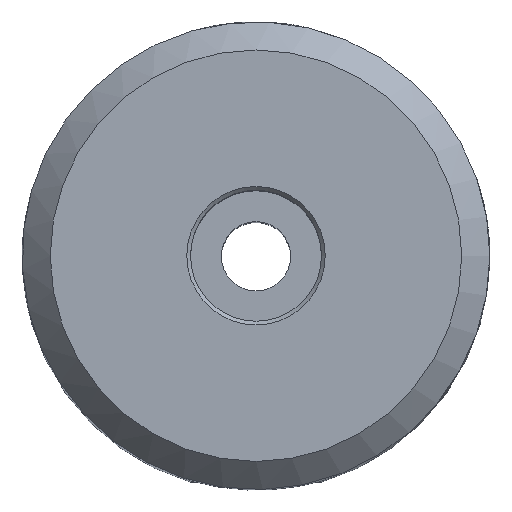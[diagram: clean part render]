
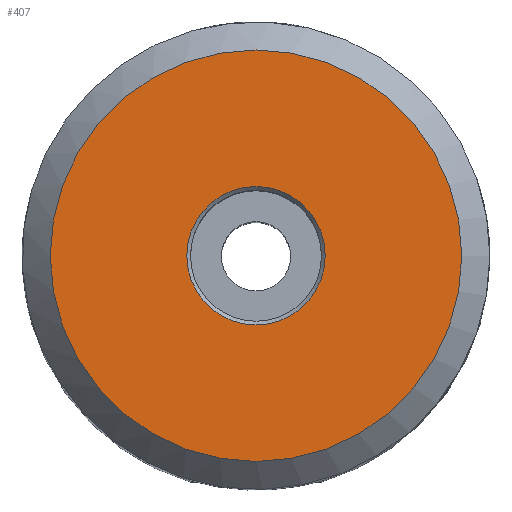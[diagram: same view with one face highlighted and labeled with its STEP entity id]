
A CAD part, top view. The second image highlights one B-rep face of the part: STEP entity #407.
In plain terms, the highlighted planar face has unit normal (0, 0, 1).
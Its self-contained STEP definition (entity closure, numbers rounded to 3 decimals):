
#51 = AXIS2_PLACEMENT_3D ( 'NONE', #559, #296, #553 ) ;
#78 = ORIENTED_EDGE ( 'NONE', *, *, #526, .T. ) ;
#115 = FACE_BOUND ( 'NONE', #443, .T. ) ;
#128 = FACE_OUTER_BOUND ( 'NONE', #399, .T. ) ;
#179 = CARTESIAN_POINT ( 'NONE',  ( 11., 0., 60. ) ) ;
#266 = VERTEX_POINT ( 'NONE', #179 ) ;
#296 = DIRECTION ( 'NONE',  ( 0., 0., -1. ) ) ;
#360 = AXIS2_PLACEMENT_3D ( 'NONE', #1069, #621, #972 ) ;
#399 = EDGE_LOOP ( 'NONE', ( #78 ) ) ;
#407 = ADVANCED_FACE ( 'NONE', ( #115, #128 ), #894, .T. ) ;
#436 = ORIENTED_EDGE ( 'NONE', *, *, #1033, .T. ) ;
#443 = EDGE_LOOP ( 'NONE', ( #436 ) ) ;
#449 = AXIS2_PLACEMENT_3D ( 'NONE', #962, #791, #538 ) ;
#526 = EDGE_CURVE ( 'NONE', #266, #266, #911, .T. ) ;
#538 = DIRECTION ( 'NONE',  ( 1., 0., 0. ) ) ;
#553 = DIRECTION ( 'NONE',  ( 1., 0., 0. ) ) ;
#559 = CARTESIAN_POINT ( 'NONE',  ( 0., 0., 60. ) ) ;
#592 = CIRCLE ( 'NONE', #51, 3.7 ) ;
#620 = VERTEX_POINT ( 'NONE', #1060 ) ;
#621 = DIRECTION ( 'NONE',  ( 0., 0., 1. ) ) ;
#791 = DIRECTION ( 'NONE',  ( 0., 0., 1. ) ) ;
#894 = PLANE ( 'NONE',  #360 ) ;
#911 = CIRCLE ( 'NONE', #449, 11. ) ;
#962 = CARTESIAN_POINT ( 'NONE',  ( 0., 0., 60. ) ) ;
#972 = DIRECTION ( 'NONE',  ( 1., 0., 0. ) ) ;
#1033 = EDGE_CURVE ( 'NONE', #620, #620, #592, .T. ) ;
#1060 = CARTESIAN_POINT ( 'NONE',  ( 3.7, 0., 60. ) ) ;
#1069 = CARTESIAN_POINT ( 'NONE',  ( 0., 0., 60. ) ) ;
